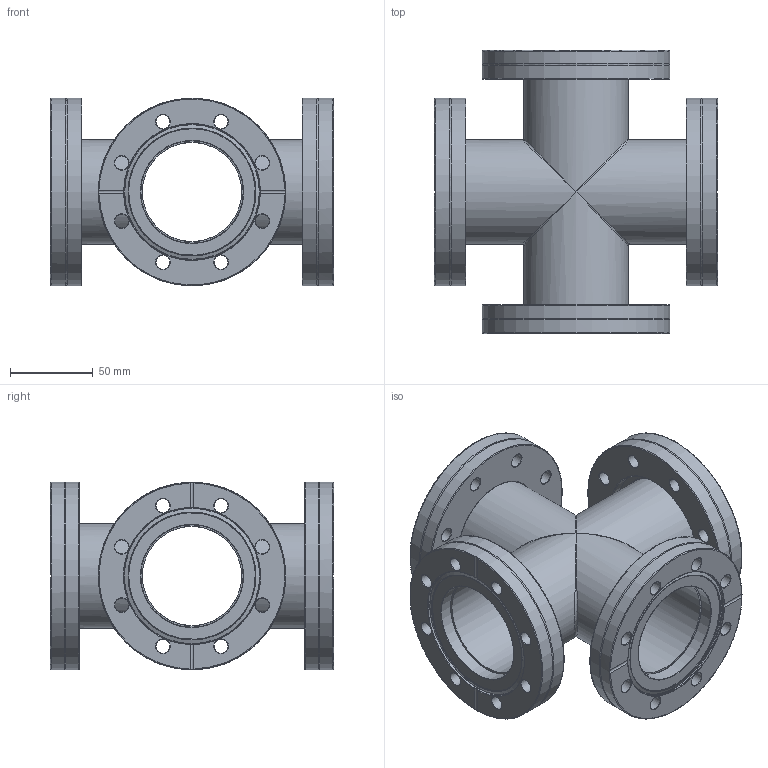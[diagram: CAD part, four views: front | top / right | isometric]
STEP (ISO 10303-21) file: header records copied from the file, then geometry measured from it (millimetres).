
FILE_DESCRIPTION (( 'STEP AP214' ), '1' );
FILE_NAME ('X41CF63R FULLVAC.STEP', '2019-09-24T13:04:13', ( '' ), ( '' ), 'SwSTEP 2.0', 'SolidWorks 2017', '' );
FILE_SCHEMA (( 'AUTOMOTIVE_DESIGN' ));
Length unit declared in the file: millimetre
Products named in the file (5): X41CF63R FULLVAC; 4^X41CF63R; 3^X41CF63R; 2^X41CF63R; 1^X41CF63R
Assembly tree (7 placements, depth 2):
  X41CF63R FULLVAC
    1^X41CF63R  x2
    2^X41CF63R  x2
    3^X41CF63R  x2
    4^X41CF63R
Bounding box: 171.44 x 171.46 x 113.5 mm (x, y, z)
Volume: 496927 mm3; surface area: 206147.3 mm2
Topology: 7 solids, 7 shells, 244 faces, 668 edges, 424 vertices
Faces by surface type: cone 78, cylinder 72, bspline 66, plane 28
Full cylindrical faces by diameter (mm): 8.43 x32, 60.2 x4, 62 x4, 63.5 x4, 63.75 x2, 64.01 x2, 72.39 x2, 82.45 x2, 82.55 x4, 113.5 x8
Entity records: 16359 total; most frequent: CARTESIAN_POINT 12383, DIRECTION 440, ORIENTED_EDGE 364, EDGE_LOOP 272, AXIS2_PLACEMENT_3D 216, FACE_OUTER_BOUND 189, EDGE_CURVE 182, VERTEX_POINT 154
